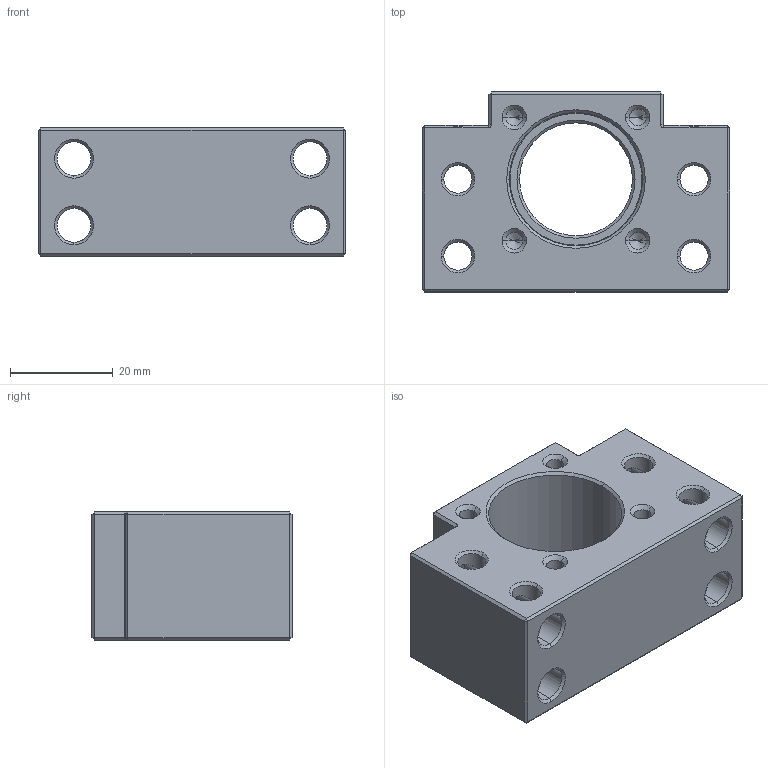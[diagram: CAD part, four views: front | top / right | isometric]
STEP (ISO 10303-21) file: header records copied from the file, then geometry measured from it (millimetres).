
FILE_DESCRIPTION (( 'STEP AP214' ), '1' );
FILE_NAME ('BK Body.STEP', '2018-03-24T09:27:01', ( '' ), ( '' ), 'SwSTEP 2.0', 'SolidWorks 2017', '' );
FILE_SCHEMA (( 'AUTOMOTIVE_DESIGN' ));
Length unit declared in the file: millimetre
Products named in the file (1): BK Body
Bounding box: 60 x 39 x 25 mm (x, y, z)
Volume: 34355.8 mm3; surface area: 13700.8 mm2
Topology: 1 solids, 1 shells, 183 faces, 468 edges, 268 vertices
Faces by surface type: cone 66, cylinder 54, plane 53, torus 10
Entity records: 6546 total; most frequent: CARTESIAN_POINT 2048, ORIENTED_EDGE 920, DIRECTION 914, EDGE_CURVE 460, AXIS2_PLACEMENT_3D 342, VERTEX_POINT 268, LINE 230, VECTOR 230
